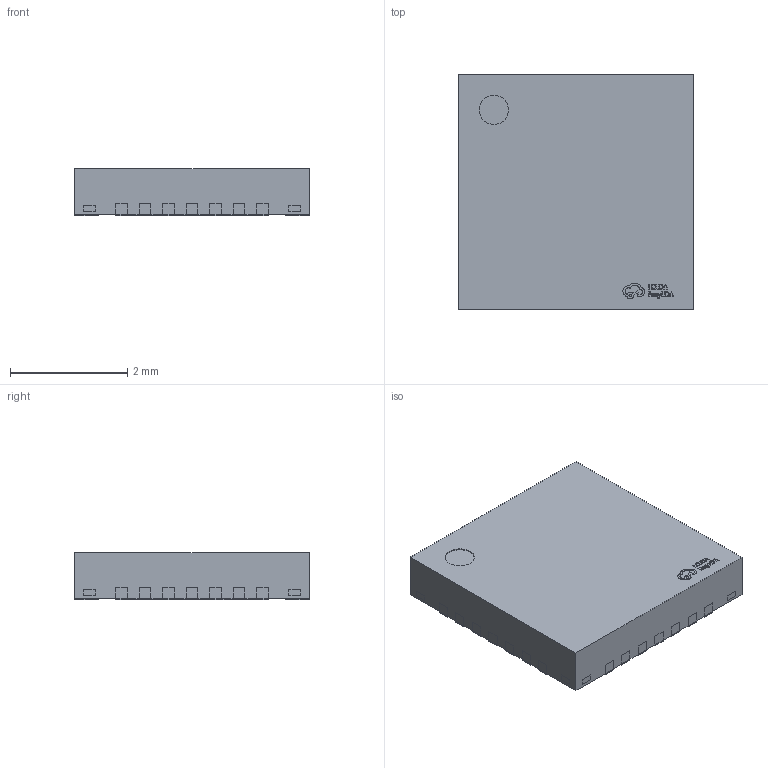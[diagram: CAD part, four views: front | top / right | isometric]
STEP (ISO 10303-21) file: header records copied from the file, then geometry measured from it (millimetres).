
FILE_DESCRIPTION (( 'STEP AP214' ), '1' );
FILE_NAME ('WQFN-28_L4.0-W4.0-H0.8-P0.40-TL-EP2.6.step', '2022-07-15T04:24:15', ( '' ), ( '' ), 'SwSTEP 2.0', 'SolidWorks 2020', '' );
FILE_SCHEMA (( 'AUTOMOTIVE_DESIGN' ));
Length unit declared in the file: millimetre
Products named in the file (1): WQFN-28_L4.0-W4.0-H0.8-P0.40-TL-EP2.6
Bounding box: 4 x 4 x 0.8 mm (x, y, z)
Surface area: 78.5 mm2
Topology: 71 solids, 71 shells, 930 faces, 2348 edges, 1576 vertices
Faces by surface type: plane 648, cylinder 170, bspline 112
Entity records: 39291 total; most frequent: CARTESIAN_POINT 6959, ORIENTED_EDGE 4696, DIRECTION 4098, EDGE_CURVE 2348, VECTOR 1780, LINE 1780, VERTEX_POINT 1576, AXIS2_PLACEMENT_3D 1159
